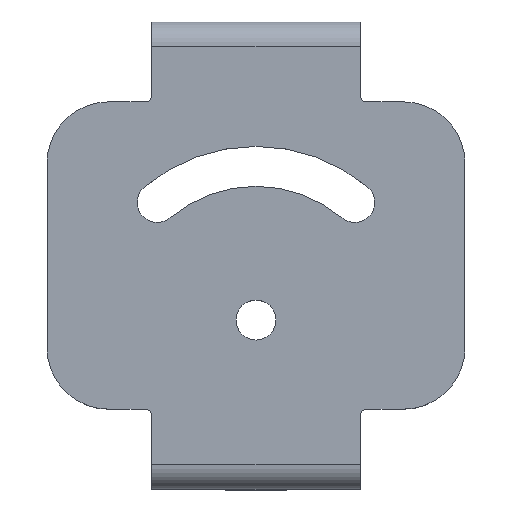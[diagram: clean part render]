
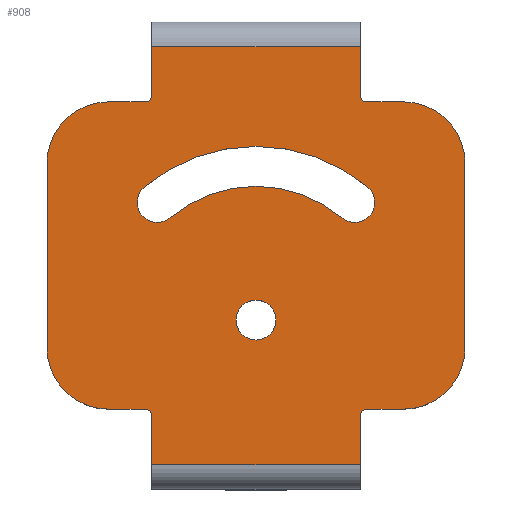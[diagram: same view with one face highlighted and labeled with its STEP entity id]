
A CAD part, top view. The second image highlights one B-rep face of the part: STEP entity #908.
In plain terms, the highlighted planar face has unit normal (0, 0, 1).
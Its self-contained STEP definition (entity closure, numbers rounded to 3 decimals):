
#90=DIRECTION('',(0.,-1.,0.));
#91=VECTOR('',#90,30.);
#92=CARTESIAN_POINT('',(0.,-23.,0.));
#93=LINE('',#92,#91);
#94=DIRECTION('',(0.,1.,0.));
#95=VECTOR('',#94,8.);
#96=CARTESIAN_POINT('',(51.,-12.,0.));
#97=LINE('',#96,#95);
#98=CARTESIAN_POINT('',(52.,-12.,0.));
#99=DIRECTION('',(0.,0.,1.));
#100=DIRECTION('',(-1.,0.,0.));
#101=AXIS2_PLACEMENT_3D('',#98,#99,#100);
#103=DIRECTION('',(-1.,0.,0.));
#104=VECTOR('',#103,6.);
#105=CARTESIAN_POINT('',(58.,-13.,0.));
#106=LINE('',#105,#104);
#107=CARTESIAN_POINT('',(58.,-23.,0.));
#108=DIRECTION('',(0.,0.,1.));
#109=DIRECTION('',(1.,0.,0.));
#110=AXIS2_PLACEMENT_3D('',#107,#108,#109);
#112=CARTESIAN_POINT('',(58.,-53.,0.));
#113=DIRECTION('',(0.,0.,1.));
#114=DIRECTION('',(0.,-1.,0.));
#115=AXIS2_PLACEMENT_3D('',#112,#113,#114);
#117=DIRECTION('',(1.,0.,0.));
#118=VECTOR('',#117,6.);
#119=CARTESIAN_POINT('',(52.,-63.,0.));
#120=LINE('',#119,#118);
#121=CARTESIAN_POINT('',(52.,-64.,0.));
#122=DIRECTION('',(0.,0.,1.));
#123=DIRECTION('',(0.,1.,0.));
#124=AXIS2_PLACEMENT_3D('',#121,#122,#123);
#126=DIRECTION('',(0.,-1.,0.));
#127=VECTOR('',#126,8.);
#128=CARTESIAN_POINT('',(51.,-64.,0.));
#129=LINE('',#128,#127);
#130=DIRECTION('',(0.,-1.,0.));
#131=VECTOR('',#130,8.);
#132=CARTESIAN_POINT('',(17.,-64.,0.));
#133=LINE('',#132,#131);
#134=CARTESIAN_POINT('',(16.,-64.,0.));
#135=DIRECTION('',(0.,0.,1.));
#136=DIRECTION('',(1.,0.,0.));
#137=AXIS2_PLACEMENT_3D('',#134,#135,#136);
#139=DIRECTION('',(1.,0.,0.));
#140=VECTOR('',#139,6.);
#141=CARTESIAN_POINT('',(10.,-63.,0.));
#142=LINE('',#141,#140);
#143=CARTESIAN_POINT('',(10.,-53.,0.));
#144=DIRECTION('',(0.,0.,1.));
#145=DIRECTION('',(-1.,0.,0.));
#146=AXIS2_PLACEMENT_3D('',#143,#144,#145);
#148=CARTESIAN_POINT('',(10.,-23.,0.));
#149=DIRECTION('',(0.,0.,1.));
#150=DIRECTION('',(0.,1.,0.));
#151=AXIS2_PLACEMENT_3D('',#148,#149,#150);
#153=DIRECTION('',(-1.,0.,0.));
#154=VECTOR('',#153,6.);
#155=CARTESIAN_POINT('',(16.,-13.,0.));
#156=LINE('',#155,#154);
#157=CARTESIAN_POINT('',(16.,-12.,0.));
#158=DIRECTION('',(0.,0.,1.));
#159=DIRECTION('',(0.,-1.,0.));
#160=AXIS2_PLACEMENT_3D('',#157,#158,#159);
#162=DIRECTION('',(0.,1.,0.));
#163=VECTOR('',#162,8.);
#164=CARTESIAN_POINT('',(17.,-12.,0.));
#165=LINE('',#164,#163);
#166=DIRECTION('',(1.,0.,0.));
#167=VECTOR('',#166,34.);
#168=CARTESIAN_POINT('',(17.,-4.,0.));
#169=LINE('',#168,#167);
#170=CARTESIAN_POINT('',(34.,-48.5,0.));
#171=DIRECTION('',(0.,0.,1.));
#172=DIRECTION('',(1.,0.,0.));
#173=AXIS2_PLACEMENT_3D('',#170,#171,#172);
#175=CARTESIAN_POINT('',(34.,-48.5,0.));
#176=DIRECTION('',(0.,0.,1.));
#177=DIRECTION('',(-1.,0.,0.));
#178=AXIS2_PLACEMENT_3D('',#175,#176,#177);
#180=CARTESIAN_POINT('',(34.,-48.5,0.));
#181=DIRECTION('',(0.,0.,1.));
#182=DIRECTION('',(0.643,0.766,0.));
#183=AXIS2_PLACEMENT_3D('',#180,#181,#182);
#185=CARTESIAN_POINT('',(17.93,-29.349,0.));
#186=DIRECTION('',(0.,0.,1.));
#187=DIRECTION('',(-0.643,0.766,0.));
#188=AXIS2_PLACEMENT_3D('',#185,#186,#187);
#190=CARTESIAN_POINT('',(34.,-48.5,0.));
#191=DIRECTION('',(0.,0.,1.));
#192=DIRECTION('',(0.643,0.766,0.));
#193=AXIS2_PLACEMENT_3D('',#190,#191,#192);
#195=CARTESIAN_POINT('',(50.07,-29.349,0.));
#196=DIRECTION('',(0.,0.,1.));
#197=DIRECTION('',(-0.643,-0.766,0.));
#198=AXIS2_PLACEMENT_3D('',#195,#196,#197);
#334=DIRECTION('',(1.,0.,0.));
#335=VECTOR('',#334,34.);
#336=CARTESIAN_POINT('',(17.,-72.,0.));
#337=LINE('',#336,#335);
#586=DIRECTION('',(0.,-1.,0.));
#587=VECTOR('',#586,30.);
#588=CARTESIAN_POINT('',(68.,-23.,0.));
#589=LINE('',#588,#587);
#635=CARTESIAN_POINT('',(0.,-53.,0.));
#637=VERTEX_POINT('',#635);
#639=CARTESIAN_POINT('',(0.,-23.,0.));
#641=VERTEX_POINT('',#639);
#643=CARTESIAN_POINT('',(68.,-23.,0.));
#645=VERTEX_POINT('',#643);
#647=CARTESIAN_POINT('',(68.,-53.,0.));
#649=VERTEX_POINT('',#647);
#650=CARTESIAN_POINT('',(51.,-4.,0.));
#652=VERTEX_POINT('',#650);
#654=CARTESIAN_POINT('',(17.,-4.,0.));
#656=VERTEX_POINT('',#654);
#658=CARTESIAN_POINT('',(51.,-12.,0.));
#659=VERTEX_POINT('',#658);
#660=CARTESIAN_POINT('',(52.,-13.,0.));
#661=VERTEX_POINT('',#660);
#662=CARTESIAN_POINT('',(58.,-13.,0.));
#663=VERTEX_POINT('',#662);
#664=CARTESIAN_POINT('',(58.,-63.,0.));
#665=VERTEX_POINT('',#664);
#666=CARTESIAN_POINT('',(52.,-63.,0.));
#667=VERTEX_POINT('',#666);
#668=CARTESIAN_POINT('',(51.,-64.,0.));
#669=VERTEX_POINT('',#668);
#670=CARTESIAN_POINT('',(51.,-72.,0.));
#671=VERTEX_POINT('',#670);
#672=CARTESIAN_POINT('',(17.,-64.,0.));
#673=CARTESIAN_POINT('',(17.,-72.,0.));
#674=VERTEX_POINT('',#672);
#675=VERTEX_POINT('',#673);
#676=CARTESIAN_POINT('',(16.,-63.,0.));
#677=VERTEX_POINT('',#676);
#678=CARTESIAN_POINT('',(10.,-63.,0.));
#679=VERTEX_POINT('',#678);
#680=CARTESIAN_POINT('',(10.,-13.,0.));
#681=VERTEX_POINT('',#680);
#682=CARTESIAN_POINT('',(16.,-13.,0.));
#683=VERTEX_POINT('',#682);
#684=CARTESIAN_POINT('',(17.,-12.,0.));
#685=VERTEX_POINT('',#684);
#730=CARTESIAN_POINT('',(37.25,-48.5,0.));
#731=CARTESIAN_POINT('',(30.75,-48.5,0.));
#732=VERTEX_POINT('',#730);
#733=VERTEX_POINT('',#731);
#738=CARTESIAN_POINT('',(52.159,-26.859,0.));
#739=CARTESIAN_POINT('',(15.841,-26.859,0.));
#740=VERTEX_POINT('',#738);
#741=VERTEX_POINT('',#739);
#742=CARTESIAN_POINT('',(20.019,-31.839,0.));
#743=VERTEX_POINT('',#742);
#744=CARTESIAN_POINT('',(47.981,-31.839,0.));
#745=VERTEX_POINT('',#744);
#847=CARTESIAN_POINT('',(0.,-4.,0.));
#848=DIRECTION('',(0.,0.,1.));
#849=DIRECTION('',(0.,-1.,0.));
#850=AXIS2_PLACEMENT_3D('',#847,#848,#849);
#851=PLANE('',#850);
#853=ORIENTED_EDGE('',*,*,#852,.F.);
#855=ORIENTED_EDGE('',*,*,#854,.T.);
#857=ORIENTED_EDGE('',*,*,#856,.F.);
#859=ORIENTED_EDGE('',*,*,#858,.F.);
#861=ORIENTED_EDGE('',*,*,#860,.T.);
#863=ORIENTED_EDGE('',*,*,#862,.F.);
#865=ORIENTED_EDGE('',*,*,#864,.F.);
#867=ORIENTED_EDGE('',*,*,#866,.T.);
#869=ORIENTED_EDGE('',*,*,#868,.T.);
#871=ORIENTED_EDGE('',*,*,#870,.F.);
#873=ORIENTED_EDGE('',*,*,#872,.F.);
#875=ORIENTED_EDGE('',*,*,#874,.T.);
#877=ORIENTED_EDGE('',*,*,#876,.F.);
#878=ORIENTED_EDGE('',*,*,#831,.F.);
#879=ORIENTED_EDGE('',*,*,#813,.F.);
#881=ORIENTED_EDGE('',*,*,#880,.F.);
#883=ORIENTED_EDGE('',*,*,#882,.F.);
#885=ORIENTED_EDGE('',*,*,#884,.T.);
#887=ORIENTED_EDGE('',*,*,#886,.T.);
#889=ORIENTED_EDGE('',*,*,#888,.T.);
#890=EDGE_LOOP('',(#853,#855,#857,#859,#861,#863,#865,#867,#869,#871,#873,#875,
#877,#878,#879,#881,#883,#885,#887,#889));
#891=FACE_OUTER_BOUND('',#890,.F.);
#893=ORIENTED_EDGE('',*,*,#892,.T.);
#895=ORIENTED_EDGE('',*,*,#894,.T.);
#896=EDGE_LOOP('',(#893,#895));
#897=FACE_BOUND('',#896,.F.);
#899=ORIENTED_EDGE('',*,*,#898,.T.);
#901=ORIENTED_EDGE('',*,*,#900,.T.);
#903=ORIENTED_EDGE('',*,*,#902,.F.);
#905=ORIENTED_EDGE('',*,*,#904,.T.);
#906=EDGE_LOOP('',(#899,#901,#903,#905));
#907=FACE_BOUND('',#906,.F.);
#908=ADVANCED_FACE('',(#891,#897,#907),#851,.T.);
#102=CIRCLE('',#101,1.);
#111=CIRCLE('',#110,10.);
#116=CIRCLE('',#115,10.);
#125=CIRCLE('',#124,1.);
#138=CIRCLE('',#137,1.);
#147=CIRCLE('',#146,10.);
#152=CIRCLE('',#151,10.);
#161=CIRCLE('',#160,1.);
#174=CIRCLE('',#173,3.25);
#179=CIRCLE('',#178,3.25);
#184=CIRCLE('',#183,28.25);
#189=CIRCLE('',#188,3.25);
#194=CIRCLE('',#193,21.75);
#199=CIRCLE('',#198,3.25);
#813=EDGE_CURVE('',#641,#637,#93,.T.);
#831=EDGE_CURVE('',#637,#679,#147,.T.);
#852=EDGE_CURVE('',#659,#652,#97,.T.);
#854=EDGE_CURVE('',#659,#661,#102,.T.);
#856=EDGE_CURVE('',#663,#661,#106,.T.);
#858=EDGE_CURVE('',#645,#663,#111,.T.);
#860=EDGE_CURVE('',#645,#649,#589,.T.);
#862=EDGE_CURVE('',#665,#649,#116,.T.);
#864=EDGE_CURVE('',#667,#665,#120,.T.);
#866=EDGE_CURVE('',#667,#669,#125,.T.);
#868=EDGE_CURVE('',#669,#671,#129,.T.);
#870=EDGE_CURVE('',#675,#671,#337,.T.);
#872=EDGE_CURVE('',#674,#675,#133,.T.);
#874=EDGE_CURVE('',#674,#677,#138,.T.);
#876=EDGE_CURVE('',#679,#677,#142,.T.);
#880=EDGE_CURVE('',#681,#641,#152,.T.);
#882=EDGE_CURVE('',#683,#681,#156,.T.);
#884=EDGE_CURVE('',#683,#685,#161,.T.);
#886=EDGE_CURVE('',#685,#656,#165,.T.);
#888=EDGE_CURVE('',#656,#652,#169,.T.);
#892=EDGE_CURVE('',#732,#733,#174,.T.);
#894=EDGE_CURVE('',#733,#732,#179,.T.);
#898=EDGE_CURVE('',#740,#741,#184,.T.);
#900=EDGE_CURVE('',#741,#743,#189,.T.);
#902=EDGE_CURVE('',#745,#743,#194,.T.);
#904=EDGE_CURVE('',#745,#740,#199,.T.);
